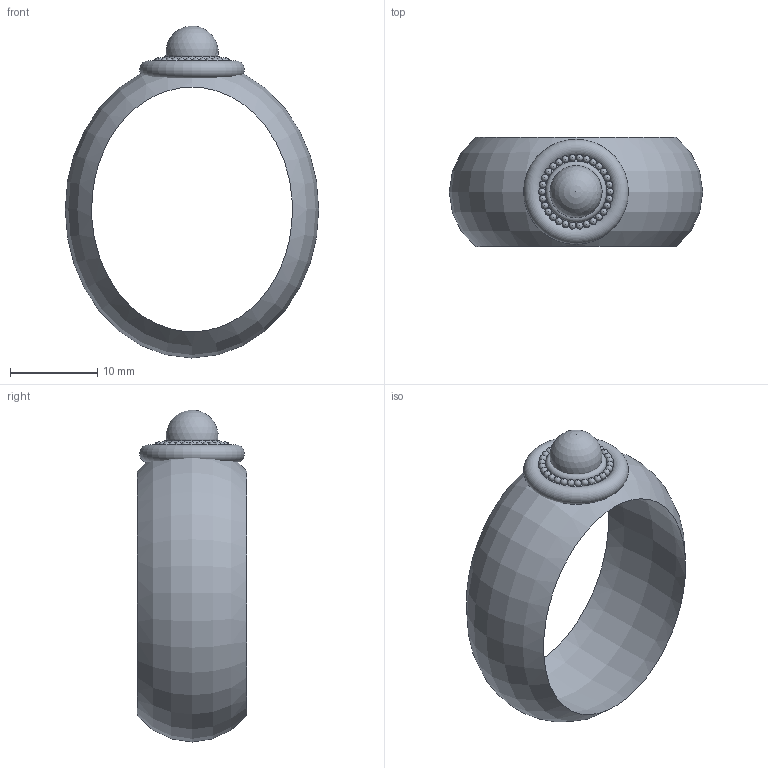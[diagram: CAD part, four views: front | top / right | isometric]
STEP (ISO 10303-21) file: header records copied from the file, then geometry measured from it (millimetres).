
FILE_DESCRIPTION(('FreeCAD Model'),'2;1');
FILE_NAME('Open CASCADE Shape Model','2025-05-04T03:54:45',('FreeCAD'),( 'FreeCAD'),'Open CASCADE STEP processor 7.6','FreeCAD','Unknown');
FILE_SCHEMA(('AUTOMOTIVE_DESIGN { 1 0 10303 214 1 1 1 1 }'));
Length unit declared in the file: millimetre
Products named in the file (1): Open CASCADE STEP translator 7.6 1
Bounding box: 29 x 12.49 x 38 mm (x, y, z)
Volume: 1838 mm3; surface area: 2832.3 mm2
Topology: 34 solids, 34 shells, 35 faces, 101 edges, 66 vertices
Faces by surface type: sphere 31, torus 2, bspline 2
Entity records: 1014 total; most frequent: CARTESIAN_POINT 619, DIRECTION 76, AXIS2_PLACEMENT_3D 38, ADVANCED_FACE 35, FACE_BOUND 35, VERTEX_POINT 35, MANIFOLD_SOLID_BREP 34, CLOSED_SHELL 34
